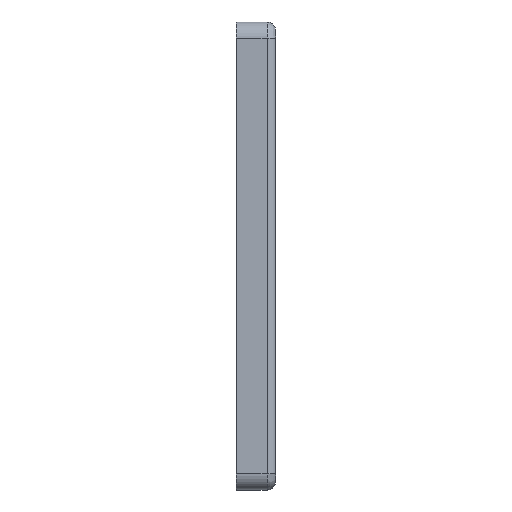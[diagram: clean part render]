
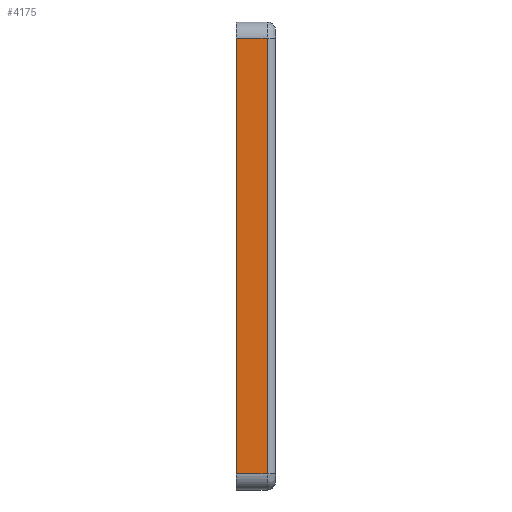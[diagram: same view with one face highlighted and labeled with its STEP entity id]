
A CAD part, left-side view. The second image highlights one B-rep face of the part: STEP entity #4175.
In plain terms, the highlighted planar face has unit normal (-1, 0, 0).
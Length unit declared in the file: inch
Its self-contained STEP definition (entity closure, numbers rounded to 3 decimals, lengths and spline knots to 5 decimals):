
#702=FACE_OUTER_BOUND('',#951,.T.);
#951=EDGE_LOOP('',(#3797,#3798,#3799,#3800));
#990=LINE('',#4984,#1309);
#1252=LINE('',#8074,#1571);
#1259=LINE('',#8139,#1578);
#1260=LINE('',#8141,#1579);
#1309=VECTOR('',#4383,0.3937);
#1571=VECTOR('',#4831,0.3937);
#1578=VECTOR('',#4870,0.3937);
#1579=VECTOR('',#4873,0.3937);
#1624=VERTEX_POINT('',#4981);
#1625=VERTEX_POINT('',#4983);
#1995=VERTEX_POINT('',#8070);
#1996=VERTEX_POINT('',#8072);
#2040=EDGE_CURVE('',#1624,#1625,#990,.T.);
#2592=EDGE_CURVE('',#1996,#1995,#1252,.T.);
#2609=EDGE_CURVE('',#1995,#1624,#1259,.T.);
#2610=EDGE_CURVE('',#1996,#1625,#1260,.T.);
#3797=ORIENTED_EDGE('',*,*,#2592,.F.);
#3798=ORIENTED_EDGE('',*,*,#2610,.T.);
#3799=ORIENTED_EDGE('',*,*,#2040,.F.);
#3800=ORIENTED_EDGE('',*,*,#2609,.F.);
#3945=PLANE('',#4326);
#4175=ADVANCED_FACE('',(#702),#3945,.T.);
#4326=AXIS2_PLACEMENT_3D('',#8140,#4871,#4872);
#4383=DIRECTION('',(0.,0.,1.));
#4831=DIRECTION('',(0.,0.,-1.));
#4870=DIRECTION('',(0.,1.,0.));
#4871=DIRECTION('center_axis',(-1.,0.,0.));
#4872=DIRECTION('ref_axis',(0.,0.,1.));
#4873=DIRECTION('',(0.,1.,0.));
#4981=CARTESIAN_POINT('',(0.,0.3,-3.445));
#4983=CARTESIAN_POINT('',(0.,0.3,-0.125));
#4984=CARTESIAN_POINT('',(0.,0.3,-3.445));
#8070=CARTESIAN_POINT('',(0.,0.065,-3.445));
#8072=CARTESIAN_POINT('',(0.,0.065,-0.125));
#8074=CARTESIAN_POINT('',(0.,0.065,-2.615));
#8139=CARTESIAN_POINT('',(0.,0.,-3.445));
#8140=CARTESIAN_POINT('Origin',(0.,0.,-3.445));
#8141=CARTESIAN_POINT('',(0.,0.,-0.125));
